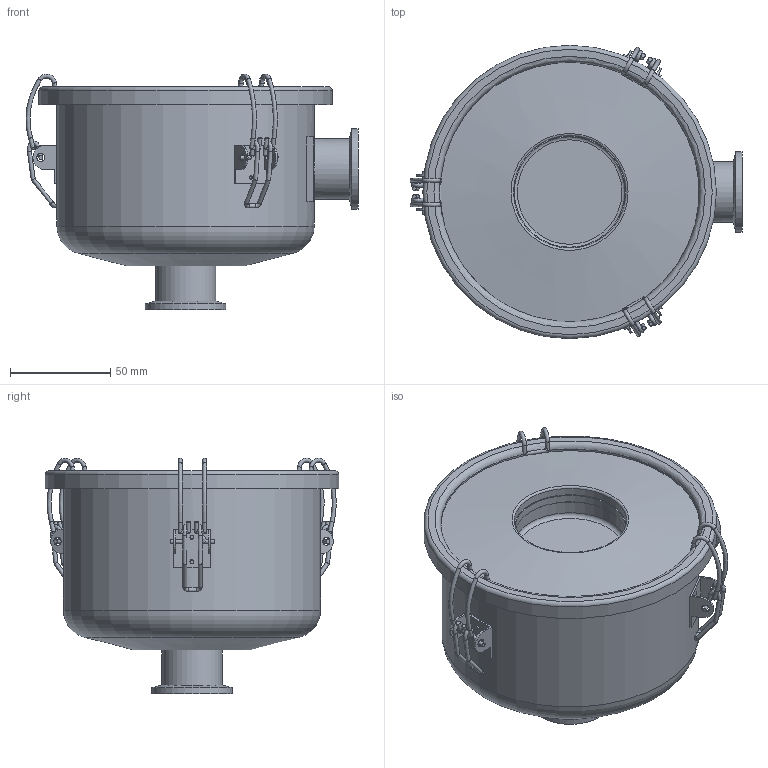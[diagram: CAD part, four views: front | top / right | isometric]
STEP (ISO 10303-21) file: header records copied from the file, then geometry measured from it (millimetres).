
FILE_DESCRIPTION((''),'2;1');
FILE_NAME('PKZ60508.stp','2013-09-23T08:52:35',('wieth'),(''),'Autodesk Inventor 2013','Autodesk Inventor 2013','');
FILE_SCHEMA(('CONFIG_CONTROL_DESIGN'));
Length unit declared in the file: millimetre
Products named in the file (1): PKZ60508_SW
Bounding box: 165.21 x 146 x 117.33 mm (x, y, z)
Surface area: 85866 mm2 (no closed solid volume)
Topology: 0 solids, 1 shells, 267 faces, 724 edges, 403 vertices
Faces by surface type: cylinder 95, plane 63, bspline 39, sphere 36, torus 29, cone 5
Full cylindrical faces by diameter (mm): 2 x51, 4 x6, 26 x2, 30 x2, 40 x2, 55 x1, 56 x2, 128 x1, 144 x1, 146 x1
Entity records: 10930 total; most frequent: CARTESIAN_POINT 5168, DIRECTION 1128, ORIENTED_EDGE 1020, EDGE_CURVE 510, AXIS2_PLACEMENT_3D 505, EDGE_LOOP 396, VERTEX_POINT 344, STYLED_ITEM 268
